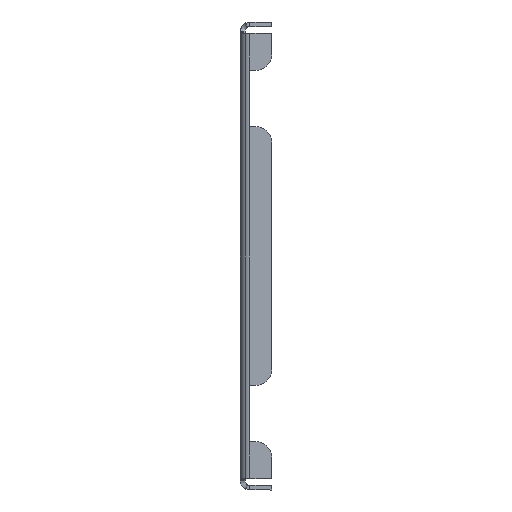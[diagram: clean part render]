
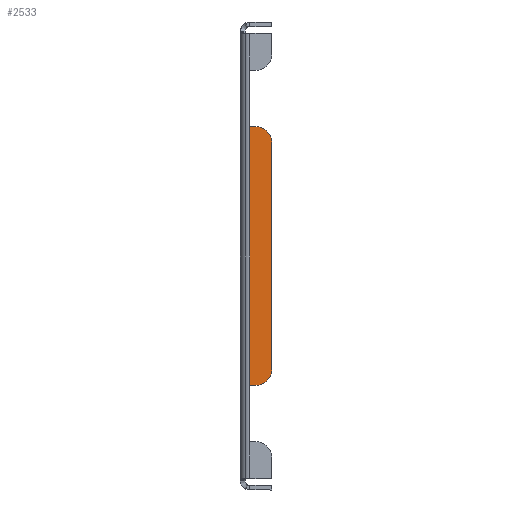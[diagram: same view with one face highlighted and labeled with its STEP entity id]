
A CAD part, left-side view. The second image highlights one B-rep face of the part: STEP entity #2533.
In plain terms, the highlighted planar face has unit normal (-1, 0, 0).
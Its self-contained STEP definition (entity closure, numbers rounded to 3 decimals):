
#37 = CARTESIAN_POINT ( 'NONE',  ( -423.5, 420.693, 41.5 ) ) ;
#108 = LINE ( 'NONE', #3525, #1520 ) ;
#381 = CARTESIAN_POINT ( 'NONE',  ( -423.5, -5., -36.5 ) ) ;
#439 = PLANE ( 'NONE',  #3107 ) ;
#482 = EDGE_CURVE ( 'NONE', #3361, #1422, #3299, .T. ) ;
#577 = CARTESIAN_POINT ( 'NONE',  ( -423.5, -10., -71.346 ) ) ;
#582 = EDGE_CURVE ( 'NONE', #789, #3364, #3455, .T. ) ;
#628 = EDGE_LOOP ( 'NONE', ( #3352, #3566, #1781, #3534, #2514, #2405 ) ) ;
#789 = VERTEX_POINT ( 'NONE', #3620 ) ;
#1080 = DIRECTION ( 'NONE',  ( 0., 1., 0. ) ) ;
#1083 = EDGE_CURVE ( 'NONE', #1597, #1529, #2635, .T. ) ;
#1176 = EDGE_CURVE ( 'NONE', #3361, #3364, #2136, .T. ) ;
#1313 = DIRECTION ( 'NONE',  ( 0., -1., 0. ) ) ;
#1422 = VERTEX_POINT ( 'NONE', #2931 ) ;
#1468 = CARTESIAN_POINT ( 'NONE',  ( -423.5, -5., -41.5 ) ) ;
#1511 = VECTOR ( 'NONE', #1313, 1000. ) ;
#1520 = VECTOR ( 'NONE', #3871, 1000. ) ;
#1529 = VERTEX_POINT ( 'NONE', #2206 ) ;
#1597 = VERTEX_POINT ( 'NONE', #1468 ) ;
#1688 = AXIS2_PLACEMENT_3D ( 'NONE', #3073, #2395, #2710 ) ;
#1769 = AXIS2_PLACEMENT_3D ( 'NONE', #381, #3803, #2272 ) ;
#1781 = ORIENTED_EDGE ( 'NONE', *, *, #582, .F. ) ;
#1836 = DIRECTION ( 'NONE',  ( 0., 0., -1. ) ) ;
#2136 = CIRCLE ( 'NONE', #1688, 5. ) ;
#2206 = CARTESIAN_POINT ( 'NONE',  ( -423.5, -3., -41.5 ) ) ;
#2272 = DIRECTION ( 'NONE',  ( 0., -1., 0. ) ) ;
#2314 = CARTESIAN_POINT ( 'NONE',  ( -423.5, 420.693, 0. ) ) ;
#2316 = CARTESIAN_POINT ( 'NONE',  ( -423.5, -5., 41.5 ) ) ;
#2324 = CARTESIAN_POINT ( 'NONE',  ( -423.5, 420.693, -41.5 ) ) ;
#2329 = DIRECTION ( 'NONE',  ( -1., 0., 0. ) ) ;
#2395 = DIRECTION ( 'NONE',  ( -1., 0., 0. ) ) ;
#2405 = ORIENTED_EDGE ( 'NONE', *, *, #3964, .T. ) ;
#2514 = ORIENTED_EDGE ( 'NONE', *, *, #1083, .F. ) ;
#2533 = ADVANCED_FACE ( 'NONE', ( #3227 ), #439, .T. ) ;
#2635 = LINE ( 'NONE', #2324, #3608 ) ;
#2710 = DIRECTION ( 'NONE',  ( 0., -1., 0. ) ) ;
#2931 = CARTESIAN_POINT ( 'NONE',  ( -423.5, -10., -36.5 ) ) ;
#3073 = CARTESIAN_POINT ( 'NONE',  ( -423.5, -5., 36.5 ) ) ;
#3107 = AXIS2_PLACEMENT_3D ( 'NONE', #2314, #2329, #3244 ) ;
#3227 = FACE_OUTER_BOUND ( 'NONE', #628, .T. ) ;
#3244 = DIRECTION ( 'NONE',  ( 0., 0., 1. ) ) ;
#3262 = CARTESIAN_POINT ( 'NONE',  ( -423.5, -10., 36.5 ) ) ;
#3299 = LINE ( 'NONE', #577, #3385 ) ;
#3352 = ORIENTED_EDGE ( 'NONE', *, *, #482, .F. ) ;
#3361 = VERTEX_POINT ( 'NONE', #3262 ) ;
#3364 = VERTEX_POINT ( 'NONE', #2316 ) ;
#3385 = VECTOR ( 'NONE', #1836, 1000. ) ;
#3405 = EDGE_CURVE ( 'NONE', #789, #1529, #108, .T. ) ;
#3455 = LINE ( 'NONE', #37, #1511 ) ;
#3525 = CARTESIAN_POINT ( 'NONE',  ( -423.5, -3., 0. ) ) ;
#3534 = ORIENTED_EDGE ( 'NONE', *, *, #3405, .T. ) ;
#3566 = ORIENTED_EDGE ( 'NONE', *, *, #1176, .T. ) ;
#3608 = VECTOR ( 'NONE', #1080, 1000. ) ;
#3620 = CARTESIAN_POINT ( 'NONE',  ( -423.5, -3., 41.5 ) ) ;
#3803 = DIRECTION ( 'NONE',  ( -1., 0., 0. ) ) ;
#3871 = DIRECTION ( 'NONE',  ( 0., 0., -1. ) ) ;
#3951 = CIRCLE ( 'NONE', #1769, 5. ) ;
#3964 = EDGE_CURVE ( 'NONE', #1597, #1422, #3951, .T. ) ;
